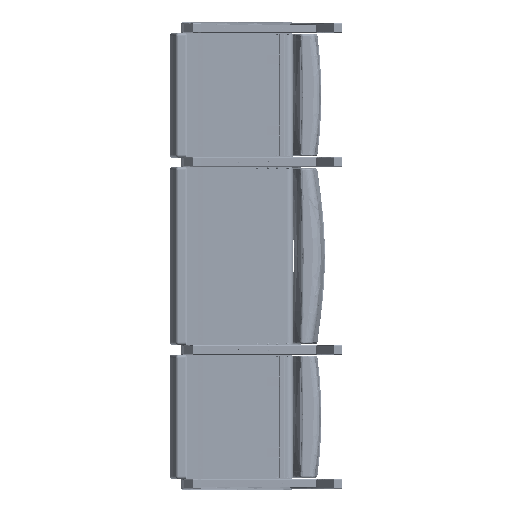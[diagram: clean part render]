
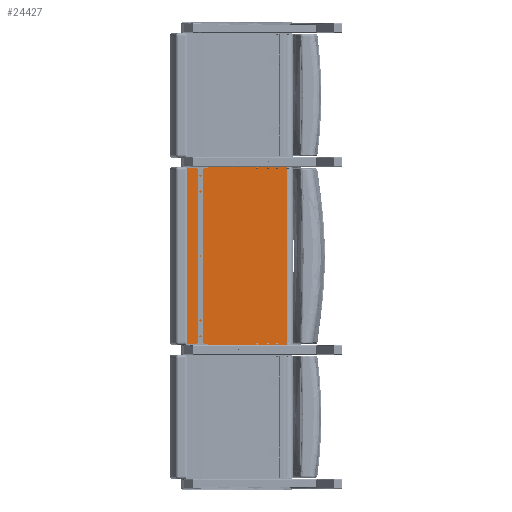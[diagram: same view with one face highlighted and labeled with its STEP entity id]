
A CAD part, front view. The second image highlights one B-rep face of the part: STEP entity #24427.
In plain terms, the highlighted planar face has unit normal (0, -1, 0).
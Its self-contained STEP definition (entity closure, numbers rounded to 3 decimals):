
#2566=PLANE('',#26807);
#3245=LINE('',#92997,#4272);
#3261=LINE('',#93131,#4288);
#3267=LINE('',#93218,#4294);
#3268=LINE('',#93220,#4295);
#4272=VECTOR('',#31298,16.874);
#4288=VECTOR('',#31374,16.874);
#4294=VECTOR('',#31436,29.932);
#4295=VECTOR('',#31439,29.932);
#6172=FACE_OUTER_BOUND('',#8041,.T.);
#8041=EDGE_LOOP('',(#18705,#18706,#18707,#18708));
#11473=VERTEX_POINT('',#92985);
#11474=VERTEX_POINT('',#92996);
#11498=VERTEX_POINT('',#93119);
#11499=VERTEX_POINT('',#93130);
#14050=EDGE_CURVE('',#11473,#11474,#3245,.T.);
#14089=EDGE_CURVE('',#11498,#11499,#3261,.T.);
#14114=EDGE_CURVE('',#11498,#11474,#3267,.T.);
#14115=EDGE_CURVE('',#11499,#11473,#3268,.T.);
#18705=ORIENTED_EDGE('',*,*,#14050,.F.);
#18706=ORIENTED_EDGE('',*,*,#14115,.F.);
#18707=ORIENTED_EDGE('',*,*,#14089,.F.);
#18708=ORIENTED_EDGE('',*,*,#14114,.T.);
#24427=ADVANCED_FACE('',(#6172),#2566,.T.);
#26807=AXIS2_PLACEMENT_3D('',#93219,#31437,#31438);
#31298=DIRECTION('',(1.,0.,0.));
#31374=DIRECTION('',(-1.,0.,0.));
#31436=DIRECTION('',(0.,0.,1.));
#31437=DIRECTION('center_axis',(0.,-1.,0.));
#31438=DIRECTION('ref_axis',(1.,0.,0.));
#31439=DIRECTION('',(0.,0.,1.));
#92985=CARTESIAN_POINT('',(-12.083,0.797,29.966));
#92996=CARTESIAN_POINT('',(4.791,0.797,29.966));
#92997=CARTESIAN_POINT('',(-9.146,0.797,29.966));
#93119=CARTESIAN_POINT('',(4.791,0.797,0.034));
#93130=CARTESIAN_POINT('',(-12.083,0.797,0.034));
#93131=CARTESIAN_POINT('',(-9.146,0.797,0.034));
#93218=CARTESIAN_POINT('',(4.791,0.797,0.));
#93219=CARTESIAN_POINT('Origin',(-12.083,0.797,0.));
#93220=CARTESIAN_POINT('',(-12.083,0.797,0.));
